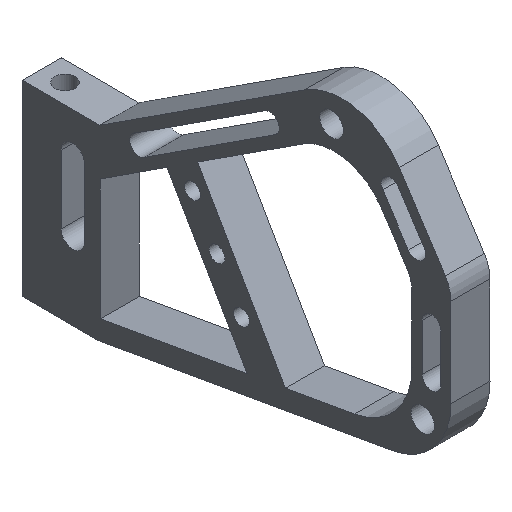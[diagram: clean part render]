
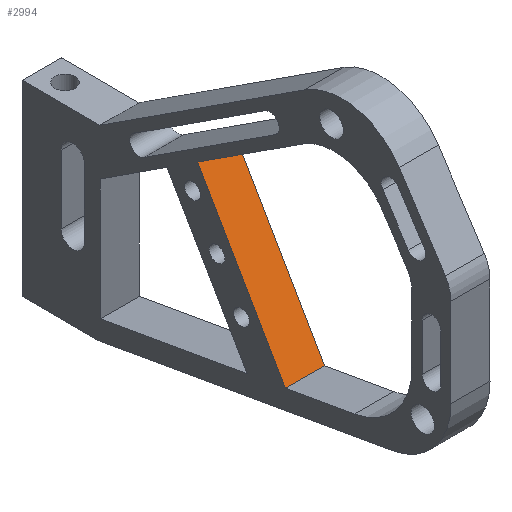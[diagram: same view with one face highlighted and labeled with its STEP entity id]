
A CAD part, isometric view. The second image highlights one B-rep face of the part: STEP entity #2994.
In plain terms, the highlighted planar face has unit normal (0, -0.866, 0.5).
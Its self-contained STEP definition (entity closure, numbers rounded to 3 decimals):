
#72 = PLANE('',#73);
#73 = AXIS2_PLACEMENT_3D('',#74,#75,#76);
#74 = CARTESIAN_POINT('',(2.5,5.,-12.));
#75 = DIRECTION('',(1.,0.,0.));
#76 = DIRECTION('',(0.,0.,1.));
#126 = PLANE('',#127);
#127 = AXIS2_PLACEMENT_3D('',#128,#129,#130);
#128 = CARTESIAN_POINT('',(-2.5,5.,-12.));
#129 = DIRECTION('',(1.,0.,0.));
#130 = DIRECTION('',(0.,0.,1.));
#664 = VERTEX_POINT('',#665);
#665 = CARTESIAN_POINT('',(-2.5,-28.784,
    -5.306));
#679 = PLANE('',#680);
#680 = AXIS2_PLACEMENT_3D('',#681,#682,#683);
#681 = CARTESIAN_POINT('',(-2.5,-37.666,
    -3.74));
#682 = DIRECTION('',(0.,0.174,0.985));
#683 = DIRECTION('',(0.,0.985,-0.174));
#691 = EDGE_CURVE('',#692,#664,#694,.T.);
#692 = VERTEX_POINT('',#693);
#693 = CARTESIAN_POINT('',(-2.5,-17.534,
    14.178));
#694 = SURFACE_CURVE('',#695,(#699,#706),.PCURVE_S1.);
#695 = LINE('',#696,#697);
#696 = CARTESIAN_POINT('',(-2.5,-17.534,
    14.178));
#697 = VECTOR('',#698,1.);
#698 = DIRECTION('',(0.,-0.5,-0.866));
#699 = PCURVE('',#126,#700);
#700 = DEFINITIONAL_REPRESENTATION('',(#701),#705);
#701 = LINE('',#702,#703);
#702 = CARTESIAN_POINT('',(26.178,22.534));
#703 = VECTOR('',#704,1.);
#704 = DIRECTION('',(-0.866,0.5));
#705 = ( GEOMETRIC_REPRESENTATION_CONTEXT(2) 
PARAMETRIC_REPRESENTATION_CONTEXT() REPRESENTATION_CONTEXT('2D SPACE',''
  ) );
#706 = PCURVE('',#707,#712);
#707 = PLANE('',#708);
#708 = AXIS2_PLACEMENT_3D('',#709,#710,#711);
#709 = CARTESIAN_POINT('',(-2.5,-17.534,
    14.178));
#710 = DIRECTION('',(0.,0.866,-0.5));
#711 = DIRECTION('',(0.,-0.5,-0.866));
#712 = DEFINITIONAL_REPRESENTATION('',(#713),#717);
#713 = LINE('',#714,#715);
#714 = CARTESIAN_POINT('',(0.,0.));
#715 = VECTOR('',#716,1.);
#716 = DIRECTION('',(1.,0.));
#717 = ( GEOMETRIC_REPRESENTATION_CONTEXT(2) 
PARAMETRIC_REPRESENTATION_CONTEXT() REPRESENTATION_CONTEXT('2D SPACE',''
  ) );
#733 = PLANE('',#734);
#734 = AXIS2_PLACEMENT_3D('',#735,#736,#737);
#735 = CARTESIAN_POINT('',(-2.5,-31.04,
    22.949));
#736 = DIRECTION('',(0.,0.545,0.839));
#737 = DIRECTION('',(0.,0.839,-0.545));
#1795 = VERTEX_POINT('',#1796);
#1796 = CARTESIAN_POINT('',(2.5,-28.784,
    -5.306));
#1817 = EDGE_CURVE('',#1818,#1795,#1820,.T.);
#1818 = VERTEX_POINT('',#1819);
#1819 = CARTESIAN_POINT('',(2.5,-17.534,
    14.178));
#1820 = SURFACE_CURVE('',#1821,(#1825,#1832),.PCURVE_S1.);
#1821 = LINE('',#1822,#1823);
#1822 = CARTESIAN_POINT('',(2.5,-17.534,
    14.178));
#1823 = VECTOR('',#1824,1.);
#1824 = DIRECTION('',(0.,-0.5,-0.866));
#1825 = PCURVE('',#72,#1826);
#1826 = DEFINITIONAL_REPRESENTATION('',(#1827),#1831);
#1827 = LINE('',#1828,#1829);
#1828 = CARTESIAN_POINT('',(26.178,22.534));
#1829 = VECTOR('',#1830,1.);
#1830 = DIRECTION('',(-0.866,0.5));
#1831 = ( GEOMETRIC_REPRESENTATION_CONTEXT(2) 
PARAMETRIC_REPRESENTATION_CONTEXT() REPRESENTATION_CONTEXT('2D SPACE',''
  ) );
#1832 = PCURVE('',#707,#1833);
#1833 = DEFINITIONAL_REPRESENTATION('',(#1834),#1838);
#1834 = LINE('',#1835,#1836);
#1835 = CARTESIAN_POINT('',(0.,-5.));
#1836 = VECTOR('',#1837,1.);
#1837 = DIRECTION('',(1.,0.));
#1838 = ( GEOMETRIC_REPRESENTATION_CONTEXT(2) 
PARAMETRIC_REPRESENTATION_CONTEXT() REPRESENTATION_CONTEXT('2D SPACE',''
  ) );
#2973 = EDGE_CURVE('',#664,#1795,#2974,.T.);
#2974 = SURFACE_CURVE('',#2975,(#2979,#2986),.PCURVE_S1.);
#2975 = LINE('',#2976,#2977);
#2976 = CARTESIAN_POINT('',(-2.5,-28.784,
    -5.306));
#2977 = VECTOR('',#2978,1.);
#2978 = DIRECTION('',(1.,0.,0.));
#2979 = PCURVE('',#679,#2980);
#2980 = DEFINITIONAL_REPRESENTATION('',(#2981),#2985);
#2981 = LINE('',#2982,#2983);
#2982 = CARTESIAN_POINT('',(9.019,0.));
#2983 = VECTOR('',#2984,1.);
#2984 = DIRECTION('',(0.,-1.));
#2985 = ( GEOMETRIC_REPRESENTATION_CONTEXT(2) 
PARAMETRIC_REPRESENTATION_CONTEXT() REPRESENTATION_CONTEXT('2D SPACE',''
  ) );
#2986 = PCURVE('',#707,#2987);
#2987 = DEFINITIONAL_REPRESENTATION('',(#2988),#2992);
#2988 = LINE('',#2989,#2990);
#2989 = CARTESIAN_POINT('',(22.499,0.));
#2990 = VECTOR('',#2991,1.);
#2991 = DIRECTION('',(0.,-1.));
#2992 = ( GEOMETRIC_REPRESENTATION_CONTEXT(2) 
PARAMETRIC_REPRESENTATION_CONTEXT() REPRESENTATION_CONTEXT('2D SPACE',''
  ) );
#2994 = ADVANCED_FACE('',(#2995),#707,.F.);
#2995 = FACE_BOUND('',#2996,.F.);
#2996 = EDGE_LOOP('',(#2997,#3018,#3019,#3020));
#2997 = ORIENTED_EDGE('',*,*,#2998,.T.);
#2998 = EDGE_CURVE('',#692,#1818,#2999,.T.);
#2999 = SURFACE_CURVE('',#3000,(#3004,#3011),.PCURVE_S1.);
#3000 = LINE('',#3001,#3002);
#3001 = CARTESIAN_POINT('',(-2.5,-17.534,
    14.178));
#3002 = VECTOR('',#3003,1.);
#3003 = DIRECTION('',(1.,0.,0.));
#3004 = PCURVE('',#707,#3005);
#3005 = DEFINITIONAL_REPRESENTATION('',(#3006),#3010);
#3006 = LINE('',#3007,#3008);
#3007 = CARTESIAN_POINT('',(0.,0.));
#3008 = VECTOR('',#3009,1.);
#3009 = DIRECTION('',(0.,-1.));
#3010 = ( GEOMETRIC_REPRESENTATION_CONTEXT(2) 
PARAMETRIC_REPRESENTATION_CONTEXT() REPRESENTATION_CONTEXT('2D SPACE',''
  ) );
#3011 = PCURVE('',#733,#3012);
#3012 = DEFINITIONAL_REPRESENTATION('',(#3013),#3017);
#3013 = LINE('',#3014,#3015);
#3014 = CARTESIAN_POINT('',(16.103,0.));
#3015 = VECTOR('',#3016,1.);
#3016 = DIRECTION('',(0.,-1.));
#3017 = ( GEOMETRIC_REPRESENTATION_CONTEXT(2) 
PARAMETRIC_REPRESENTATION_CONTEXT() REPRESENTATION_CONTEXT('2D SPACE',''
  ) );
#3018 = ORIENTED_EDGE('',*,*,#1817,.T.);
#3019 = ORIENTED_EDGE('',*,*,#2973,.F.);
#3020 = ORIENTED_EDGE('',*,*,#691,.F.);
